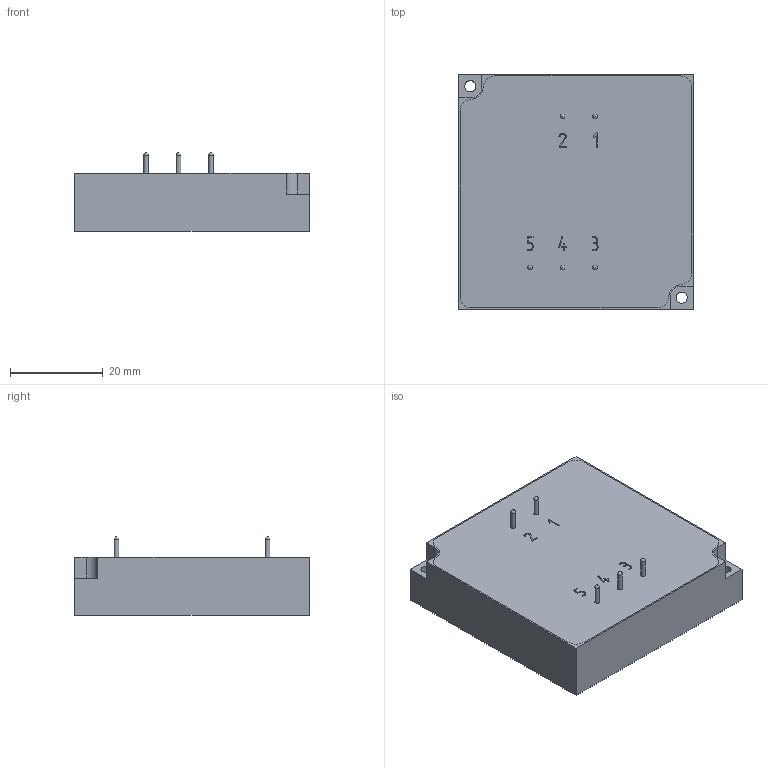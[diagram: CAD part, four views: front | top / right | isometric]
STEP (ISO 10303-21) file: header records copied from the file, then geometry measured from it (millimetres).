
FILE_DESCRIPTION(/* description */ ('Unknown'),/* implementation_level */ '2;1');
FILE_NAME(/* name */ 'M786001',/* time_stamp */ '2020-04-18T15:29:49-04:00',/* author */ ('Unknown'),/* organization */ ('Unknown'),/* preprocessor_version */ 'ST-DEVELOPER v16.7',/* originating_system */ 'DEX',/* authorisation */ $);
FILE_SCHEMA (('CONFIG_CONTROL_DESIGN'));
Length unit declared in the file: millimetre
Products named in the file (1): M786001
Bounding box: 50.5 x 50.5 x 16.9 mm (x, y, z)
Volume: 31602.3 mm3; surface area: 7783 mm2
Topology: 1 solids, 1 shells, 83 faces, 241 edges, 166 vertices
Faces by surface type: plane 56, bspline 11, cylinder 9, sphere 5, cone 2
Full cylindrical faces by diameter (mm): 1 x5, 2.4 x2
Entity records: 3830 total; most frequent: CARTESIAN_POINT 1362, ORIENTED_EDGE 426, DIRECTION 287, EDGE_CURVE 213, VERTEX_POINT 152, EDGE_LOOP 107, FACE_BOUND 107, AXIS2_PLACEMENT_3D 101
